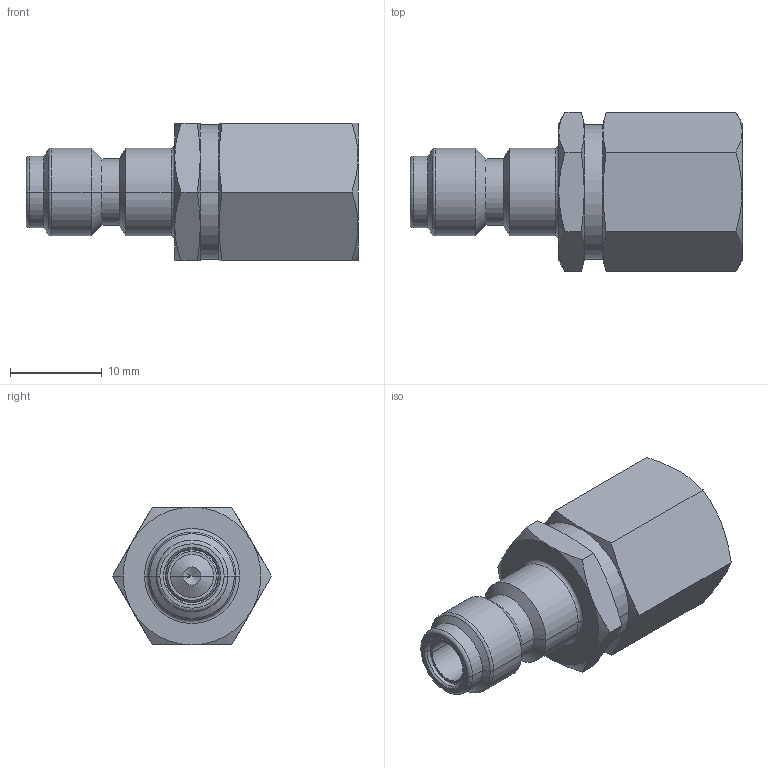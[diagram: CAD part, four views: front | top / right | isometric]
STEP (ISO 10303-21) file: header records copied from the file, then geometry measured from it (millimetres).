
FILE_DESCRIPTION (( 'STEP AP214' ), '1' );
FILE_NAME ('2320.STEP', '2015-09-03T12:04:18', ( 'admin' ), ( 'Microsoft' ), 'SwSTEP 2.0', 'SolidWorks 2009', '' );
FILE_SCHEMA (( 'AUTOMOTIVE_DESIGN' ));
Length unit declared in the file: millimetre
Products named in the file (1): 2320
Bounding box: 36.15 x 17.32 x 15 mm (x, y, z)
Volume: 3959.9 mm3; surface area: 2421 mm2
Topology: 1 solids, 1 shells, 77 faces, 162 edges, 89 vertices
Faces by surface type: cone 36, cylinder 18, plane 17, torus 6
Entity records: 2246 total; most frequent: CARTESIAN_POINT 523, DIRECTION 350, ORIENTED_EDGE 320, EDGE_CURVE 160, AXIS2_PLACEMENT_3D 148, VERTEX_POINT 89, EDGE_LOOP 81, ADVANCED_FACE 77
